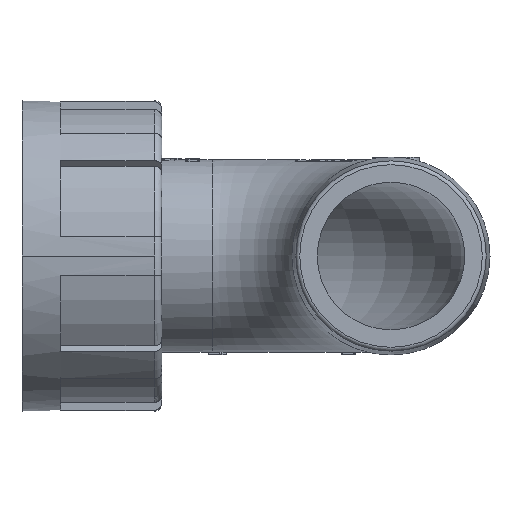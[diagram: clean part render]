
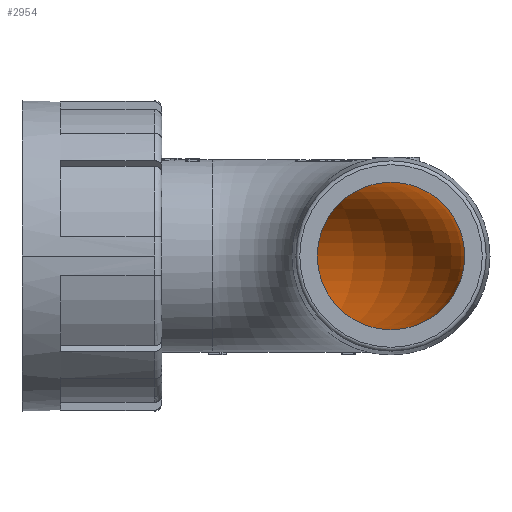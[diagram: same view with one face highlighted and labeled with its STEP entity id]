
A CAD part, front view. The second image highlights one B-rep face of the part: STEP entity #2954.
In plain terms, the highlighted toroidal (fillet/blend) face has major radius 23 mm and minor radius 9.5 mm.
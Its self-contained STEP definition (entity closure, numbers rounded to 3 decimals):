
#2954=ADVANCED_FACE('',(#3567,#3568),#3511,.F.);
#3511=TOROIDAL_SURFACE('',#10713,23.,9.5);
#3567=FACE_BOUND('',#3689,.T.);
#3568=FACE_BOUND('',#3690,.T.);
#3689=EDGE_LOOP('',(#4867));
#3690=EDGE_LOOP('',(#4868));
#4330=CIRCLE('',#10710,9.5);
#4331=CIRCLE('',#10712,9.5);
#4867=ORIENTED_EDGE('',*,*,#8934,.T.);
#4868=ORIENTED_EDGE('',*,*,#8933,.F.);
#7898=VERTEX_POINT('',#15900);
#7899=VERTEX_POINT('',#15903);
#8933=EDGE_CURVE('',#7898,#7898,#4330,.T.);
#8934=EDGE_CURVE('',#7899,#7899,#4331,.T.);
#10710=AXIS2_PLACEMENT_3D('',#15899,#12135,#12136);
#10712=AXIS2_PLACEMENT_3D('',#15902,#12139,#12140);
#10713=AXIS2_PLACEMENT_3D('',#15904,#12141,#12142);
#12135=DIRECTION('',(1.,0.,0.));
#12136=DIRECTION('',(0.,-1.,0.));
#12139=DIRECTION('',(0.,-1.,0.));
#12140=DIRECTION('',(-1.,0.,0.));
#12141=DIRECTION('',(0.,0.,1.));
#12142=DIRECTION('',(-1.,0.,0.));
#15899=CARTESIAN_POINT('',(-10.12,-24.752,0.));
#15900=CARTESIAN_POINT('',(-10.12,-34.252,0.));
#15902=CARTESIAN_POINT('',(12.88,-47.752,0.));
#15903=CARTESIAN_POINT('',(3.38,-47.752,0.));
#15904=CARTESIAN_POINT('',(-10.12,-47.752,0.));
